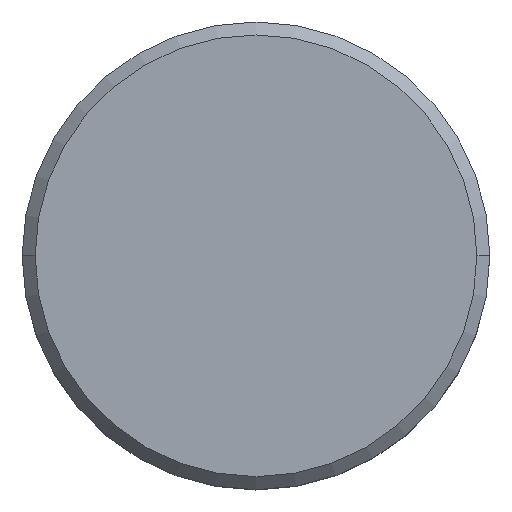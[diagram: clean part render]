
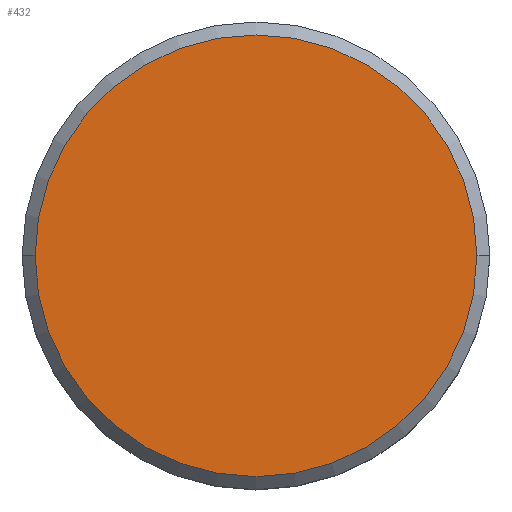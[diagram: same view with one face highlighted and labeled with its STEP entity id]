
A CAD part, top view. The second image highlights one B-rep face of the part: STEP entity #432.
In plain terms, the highlighted planar face has unit normal (0, 0, 1).
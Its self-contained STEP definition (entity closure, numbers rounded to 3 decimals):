
#7 = EDGE_CURVE ( 'NONE', #190, #274, #175, .T. ) ;
#12 = ORIENTED_EDGE ( 'NONE', *, *, #7, .T. ) ;
#17 = DIRECTION ( 'NONE',  ( 1., 0., 0. ) ) ;
#128 = AXIS2_PLACEMENT_3D ( 'NONE', #228, #195, #17 ) ;
#150 = CARTESIAN_POINT ( 'NONE',  ( 8.5, 0., 0. ) ) ;
#157 = FACE_OUTER_BOUND ( 'NONE', #198, .T. ) ;
#160 = AXIS2_PLACEMENT_3D ( 'NONE', #440, #448, #367 ) ;
#175 = CIRCLE ( 'NONE', #431, 8.5 ) ;
#190 = VERTEX_POINT ( 'NONE', #358 ) ;
#195 = DIRECTION ( 'NONE',  ( 0., 0., 1. ) ) ;
#198 = EDGE_LOOP ( 'NONE', ( #12, #303 ) ) ;
#199 = CIRCLE ( 'NONE', #160, 8.5 ) ;
#228 = CARTESIAN_POINT ( 'NONE',  ( 0., 0., 0. ) ) ;
#274 = VERTEX_POINT ( 'NONE', #150 ) ;
#303 = ORIENTED_EDGE ( 'NONE', *, *, #306, .T. ) ;
#306 = EDGE_CURVE ( 'NONE', #274, #190, #199, .T. ) ;
#358 = CARTESIAN_POINT ( 'NONE',  ( -8.5, 0., 0. ) ) ;
#367 = DIRECTION ( 'NONE',  ( 1., 0., 0. ) ) ;
#379 = CARTESIAN_POINT ( 'NONE',  ( 0., 0., 0. ) ) ;
#405 = PLANE ( 'NONE',  #128 ) ;
#417 = DIRECTION ( 'NONE',  ( 0., 0., 1. ) ) ;
#420 = DIRECTION ( 'NONE',  ( 1., 0., 0. ) ) ;
#431 = AXIS2_PLACEMENT_3D ( 'NONE', #379, #417, #420 ) ;
#432 = ADVANCED_FACE ( 'NONE', ( #157 ), #405, .T. ) ;
#440 = CARTESIAN_POINT ( 'NONE',  ( 0., 0., 0. ) ) ;
#448 = DIRECTION ( 'NONE',  ( 0., 0., 1. ) ) ;
